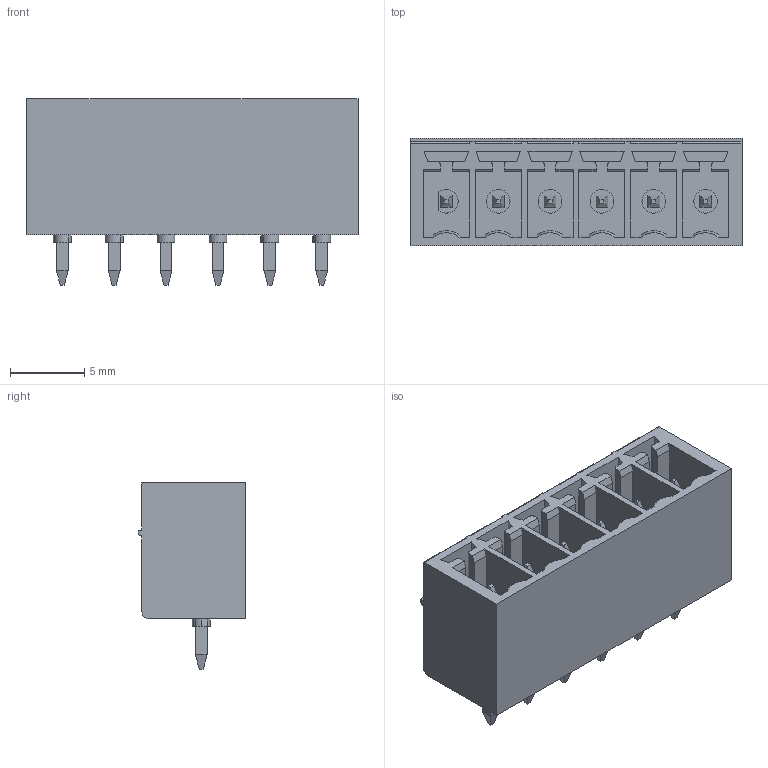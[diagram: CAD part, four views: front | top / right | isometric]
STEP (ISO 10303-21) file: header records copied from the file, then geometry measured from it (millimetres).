
FILE_DESCRIPTION(('Creo Elements/Direct Modeling STEP Export'),'2;1');
FILE_NAME('model.stp','2017-09-20T17:57:53',(''),(''),'Creo Elements/Direct Modeling STEP processor for AP214 (Solid Model)','Creo Elements/Direct Modeling 18.1I 14-Aug-2016 (C) Parametric Technology GmbH','');
FILE_SCHEMA(('AUTOMOTIVE_DESIGN { 1 0 10303 214 1 1 1 1 }'));
Length unit declared in the file: millimetre
Products named in the file (3): MCV1_5-6-G_3_5; bohrloch.3; MCV_1.5-6-G-3.5
Assembly tree (7 placements, depth 2):
  MCV_1.5-6-G-3.5
    bohrloch.3  x6
    MCV1_5-6-G_3_5
Bounding box: 22.4 x 7.25 x 12.6 mm (x, y, z)
Volume: 858.1 mm3; surface area: 1949.9 mm2
Topology: 7 solids, 7 shells, 346 faces, 852 edges, 548 vertices
Faces by surface type: plane 272, cylinder 68, cone 6
Entity records: 12297 total; most frequent: CARTESIAN_POINT 1730, ORIENTED_EDGE 1644, DIRECTION 1572, EDGE_CURVE 822, VECTOR 688, LINE 688, VERTEX_POINT 528, AXIS2_PLACEMENT_3D 442
